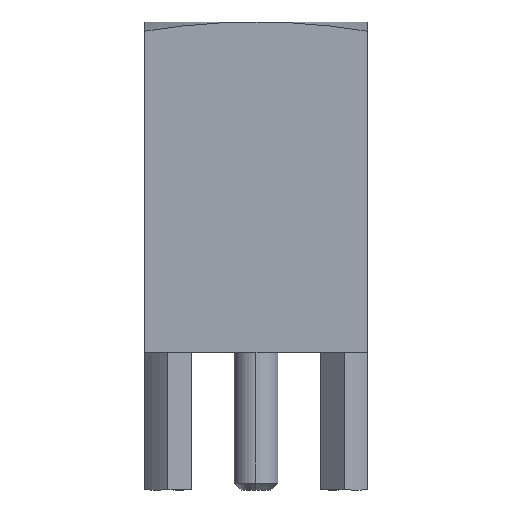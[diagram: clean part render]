
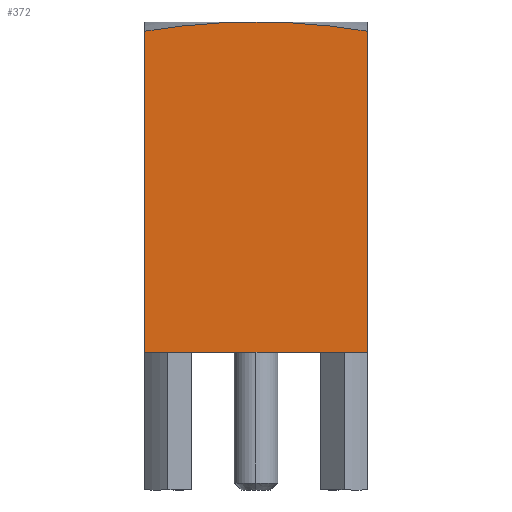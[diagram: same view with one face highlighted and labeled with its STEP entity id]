
A CAD part, left-side view. The second image highlights one B-rep face of the part: STEP entity #372.
In plain terms, the highlighted planar face has unit normal (-1, 0, 0).
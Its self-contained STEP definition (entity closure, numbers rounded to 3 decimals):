
#180=CARTESIAN_POINT('',(-3.23,0.0,9.6));
#181=VERTEX_POINT('',#180);
#189=CARTESIAN_POINT('',(-3.23,3.23,9.334));
#190=VERTEX_POINT('',#189);
#198=CARTESIAN_POINT('',(-3.23,0.0,-10.137));
#199=DIRECTION('',(-1.0,0.0,0.0));
#200=DIRECTION('',(0.0,0.0,-1.0));
#201=AXIS2_PLACEMENT_3D('',#198,#199,#200);
#202=CIRCLE('',#201,19.737);
#203=EDGE_CURVE('',#181,#190,#202,.T.);
#220=CARTESIAN_POINT('',(-3.23,-3.23,9.334));
#221=VERTEX_POINT('',#220);
#222=CARTESIAN_POINT('',(-3.23,0.0,-10.137));
#223=DIRECTION('',(-1.0,0.0,0.0));
#224=DIRECTION('',(0.0,0.0,-1.0));
#225=AXIS2_PLACEMENT_3D('',#222,#223,#224);
#226=CIRCLE('',#225,19.737);
#227=EDGE_CURVE('',#221,#181,#226,.T.);
#254=CARTESIAN_POINT('',(-3.23,3.23,0.0));
#255=VERTEX_POINT('',#254);
#262=CARTESIAN_POINT('',(-3.23,3.23,0.0));
#263=DIRECTION('',(0.0,0.0,1.0));
#264=VECTOR('',#263,9.334);
#265=LINE('',#262,#264);
#266=EDGE_CURVE('',#255,#190,#265,.T.);
#336=CARTESIAN_POINT('',(-3.23,-3.23,0.0));
#337=VERTEX_POINT('',#336);
#338=CARTESIAN_POINT('',(-3.23,-3.23,0.0));
#339=DIRECTION('',(0.0,0.0,1.0));
#340=VECTOR('',#339,9.334);
#341=LINE('',#338,#340);
#342=EDGE_CURVE('',#337,#221,#341,.T.);
#355=CARTESIAN_POINT('',(-3.23,-3.23,0.0));
#356=DIRECTION('',(-1.0,0.0,0.0));
#357=DIRECTION('',(0.0,0.0,1.0));
#358=AXIS2_PLACEMENT_3D('',#355,#356,#357);
#359=PLANE('',#358);
#360=ORIENTED_EDGE('',*,*,#203,.T.);
#361=ORIENTED_EDGE('',*,*,#266,.F.);
#362=CARTESIAN_POINT('',(-3.23,3.23,0.0));
#363=DIRECTION('',(0.0,-1.0,0.0));
#364=VECTOR('',#363,6.46);
#365=LINE('',#362,#364);
#366=EDGE_CURVE('',#255,#337,#365,.T.);
#367=ORIENTED_EDGE('',*,*,#366,.T.);
#368=ORIENTED_EDGE('',*,*,#342,.T.);
#369=ORIENTED_EDGE('',*,*,#227,.T.);
#370=EDGE_LOOP('',(#360,#361,#367,#368,#369));
#371=FACE_OUTER_BOUND('',#370,.T.);
#372=ADVANCED_FACE('',(#371),#359,.T.);
